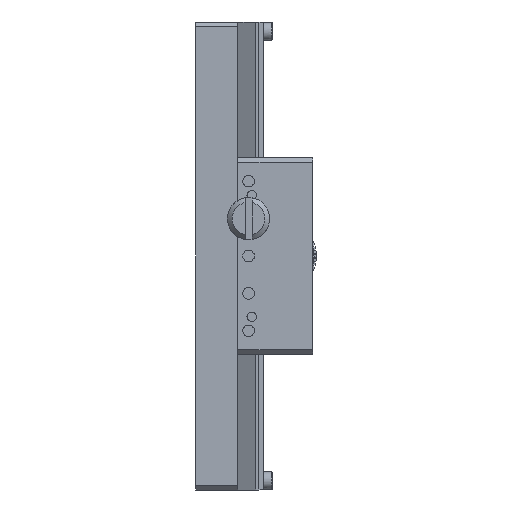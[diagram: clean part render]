
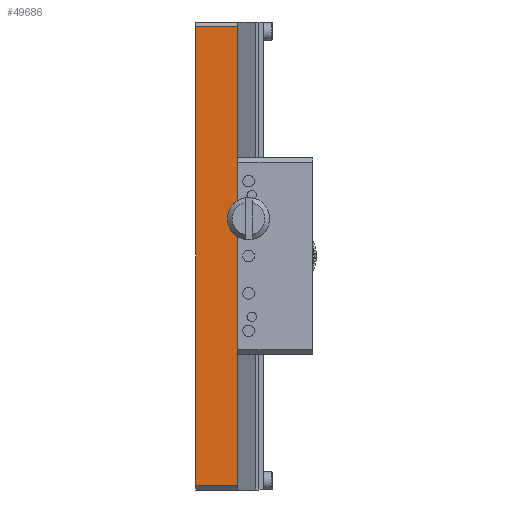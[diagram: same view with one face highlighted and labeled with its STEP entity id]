
A CAD part, left-side view. The second image highlights one B-rep face of the part: STEP entity #49686.
In plain terms, the highlighted planar face has unit normal (-1, 0, 0).
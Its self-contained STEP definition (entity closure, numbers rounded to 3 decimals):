
#7524 = VERTEX_POINT ( 'NONE', #98584 ) ;
#11872 = VECTOR ( 'NONE', #38120, 1000. ) ;
#18297 = LINE ( 'NONE', #121198, #123168 ) ;
#38120 = DIRECTION ( 'NONE',  ( 0., 1., 0. ) ) ;
#38785 = CARTESIAN_POINT ( 'NONE',  ( -12.5, 17., 0.645 ) ) ;
#41888 = CARTESIAN_POINT ( 'NONE',  ( -12.5, 17., 98.645 ) ) ;
#43134 = EDGE_CURVE ( 'NONE', #7524, #71096, #67523, .T. ) ;
#44532 = PLANE ( 'NONE',  #114702 ) ;
#49475 = ORIENTED_EDGE ( 'NONE', *, *, #57554, .F. ) ;
#49686 = ADVANCED_FACE ( 'NONE', ( #125422 ), #44532, .F. ) ;
#51918 = LINE ( 'NONE', #41888, #61283 ) ;
#55574 = CARTESIAN_POINT ( 'NONE',  ( -12.5, 26., 98.645 ) ) ;
#57554 = EDGE_CURVE ( 'NONE', #130946, #7524, #18297, .T. ) ;
#59932 = ORIENTED_EDGE ( 'NONE', *, *, #84684, .T. ) ;
#61283 = VECTOR ( 'NONE', #114054, 1000. ) ;
#67523 = LINE ( 'NONE', #38785, #11872 ) ;
#71096 = VERTEX_POINT ( 'NONE', #104557 ) ;
#73338 = DIRECTION ( 'NONE',  ( 0., 0., -1. ) ) ;
#79326 = CARTESIAN_POINT ( 'NONE',  ( -12.5, 17., 98.645 ) ) ;
#81326 = CARTESIAN_POINT ( 'NONE',  ( -12.5, 26., 99.645 ) ) ;
#84684 = EDGE_CURVE ( 'NONE', #106853, #71096, #90674, .T. ) ;
#90674 = LINE ( 'NONE', #81326, #111004 ) ;
#92441 = EDGE_LOOP ( 'NONE', ( #97320, #49475, #128330, #59932 ) ) ;
#97320 = ORIENTED_EDGE ( 'NONE', *, *, #43134, .F. ) ;
#98584 = CARTESIAN_POINT ( 'NONE',  ( -12.5, 17., 0.645 ) ) ;
#100626 = EDGE_CURVE ( 'NONE', #106853, #130946, #51918, .T. ) ;
#104557 = CARTESIAN_POINT ( 'NONE',  ( -12.5, 26., 0.645 ) ) ;
#106853 = VERTEX_POINT ( 'NONE', #55574 ) ;
#111004 = VECTOR ( 'NONE', #130798, 1000. ) ;
#114054 = DIRECTION ( 'NONE',  ( 0., -1., 0. ) ) ;
#114702 = AXIS2_PLACEMENT_3D ( 'NONE', #126724, #124754, #73338 ) ;
#121198 = CARTESIAN_POINT ( 'NONE',  ( -12.5, 17., 99.645 ) ) ;
#123168 = VECTOR ( 'NONE', #129238, 1000. ) ;
#124754 = DIRECTION ( 'NONE',  ( 1., 0., 0. ) ) ;
#125422 = FACE_OUTER_BOUND ( 'NONE', #92441, .T. ) ;
#126724 = CARTESIAN_POINT ( 'NONE',  ( -12.5, 17., 99.645 ) ) ;
#128330 = ORIENTED_EDGE ( 'NONE', *, *, #100626, .F. ) ;
#129238 = DIRECTION ( 'NONE',  ( 0., 0., -1. ) ) ;
#130798 = DIRECTION ( 'NONE',  ( 0., 0., -1. ) ) ;
#130946 = VERTEX_POINT ( 'NONE', #79326 ) ;
